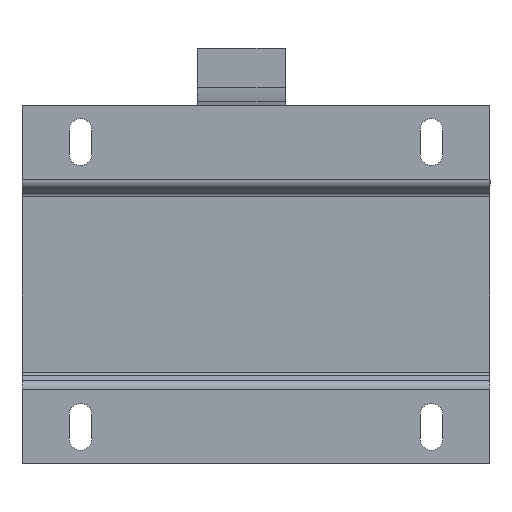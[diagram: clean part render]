
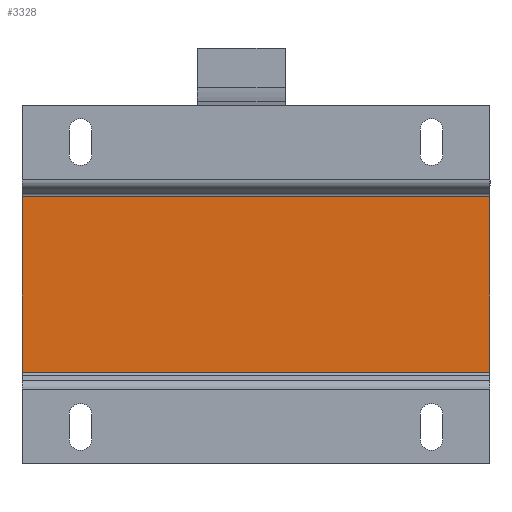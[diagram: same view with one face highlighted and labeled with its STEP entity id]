
A CAD part, front view. The second image highlights one B-rep face of the part: STEP entity #3328.
In plain terms, the highlighted planar face has unit normal (0, -1, 0).
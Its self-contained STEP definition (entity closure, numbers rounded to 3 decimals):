
#135 = ORIENTED_EDGE ( 'NONE', *, *, #3730, .F. ) ;
#261 = CARTESIAN_POINT ( 'NONE',  ( 60., -51.5, -22.5 ) ) ;
#282 = AXIS2_PLACEMENT_3D ( 'NONE', #869, #2999, #4464 ) ;
#442 = VERTEX_POINT ( 'NONE', #261 ) ;
#493 = DIRECTION ( 'NONE',  ( 0., 0., -1. ) ) ;
#497 = DIRECTION ( 'NONE',  ( -1., 0., 0. ) ) ;
#735 = VECTOR ( 'NONE', #497, 1000. ) ;
#869 = CARTESIAN_POINT ( 'NONE',  ( 0., -51.5, 0. ) ) ;
#1343 = ORIENTED_EDGE ( 'NONE', *, *, #3827, .F. ) ;
#1423 = CARTESIAN_POINT ( 'NONE',  ( 0., -51.5, -22.5 ) ) ;
#1553 = VECTOR ( 'NONE', #5279, 1000. ) ;
#1770 = LINE ( 'NONE', #1423, #1553 ) ;
#1992 = EDGE_CURVE ( 'Defeature ausgef�hrt1_77+Defeature ausgef�hrt1_70+Defeature ausgef�hrt1_80+Defeature ausgef�hrt1_78', #5254, #2105, #4294, .T. ) ;
#2001 = ORIENTED_EDGE ( 'NONE', *, *, #1992, .T. ) ;
#2018 = EDGE_LOOP ( 'NONE', ( #135, #1343, #2001, #4594 ) ) ;
#2099 = VERTEX_POINT ( 'NONE', #3579 ) ;
#2105 = VERTEX_POINT ( 'NONE', #4492 ) ;
#2294 = CARTESIAN_POINT ( 'NONE',  ( 60., -51.5, 22.5 ) ) ;
#2999 = DIRECTION ( 'NONE',  ( 0., 1., 0. ) ) ;
#3074 = CARTESIAN_POINT ( 'NONE',  ( 0., -51.5, 22.5 ) ) ;
#3199 = EDGE_CURVE ( 'Defeature ausgef�hrt1_78+Defeature ausgef�hrt1_77+Defeature ausgef�hrt1_58+Defeature ausgef�hrt1_71', #2099, #2105, #3618, .T. ) ;
#3328 = ADVANCED_FACE ( 'Defeature ausgef�hrt1_77', ( #4727 ), #5148, .F. ) ;
#3549 = LINE ( 'NONE', #4001, #5448 ) ;
#3566 = DIRECTION ( 'NONE',  ( 0., 0., 1. ) ) ;
#3579 = CARTESIAN_POINT ( 'NONE',  ( -60., -51.5, -22.5 ) ) ;
#3618 = LINE ( 'NONE', #3987, #5258 ) ;
#3730 = EDGE_CURVE ( 'Defeature ausgef�hrt1_57+Defeature ausgef�hrt1_77+Defeature ausgef�hrt1_59+Defeature ausgef�hrt1_58', #442, #2099, #1770, .T. ) ;
#3827 = EDGE_CURVE ( 'Defeature ausgef�hrt1_80+Defeature ausgef�hrt1_77+Defeature ausgef�hrt1_72+Defeature ausgef�hrt1_59', #5254, #442, #3549, .T. ) ;
#3987 = CARTESIAN_POINT ( 'NONE',  ( -60., -51.5, 46. ) ) ;
#4001 = CARTESIAN_POINT ( 'NONE',  ( 60., -51.5, 46. ) ) ;
#4294 = LINE ( 'NONE', #3074, #735 ) ;
#4464 = DIRECTION ( 'NONE',  ( 1., 0., 0. ) ) ;
#4492 = CARTESIAN_POINT ( 'NONE',  ( -60., -51.5, 22.5 ) ) ;
#4594 = ORIENTED_EDGE ( 'NONE', *, *, #3199, .F. ) ;
#4727 = FACE_OUTER_BOUND ( 'NONE', #2018, .T. ) ;
#5148 = PLANE ( 'NONE',  #282 ) ;
#5254 = VERTEX_POINT ( 'NONE', #2294 ) ;
#5258 = VECTOR ( 'NONE', #3566, 1000. ) ;
#5279 = DIRECTION ( 'NONE',  ( -1., 0., 0. ) ) ;
#5448 = VECTOR ( 'NONE', #493, 1000. ) ;
